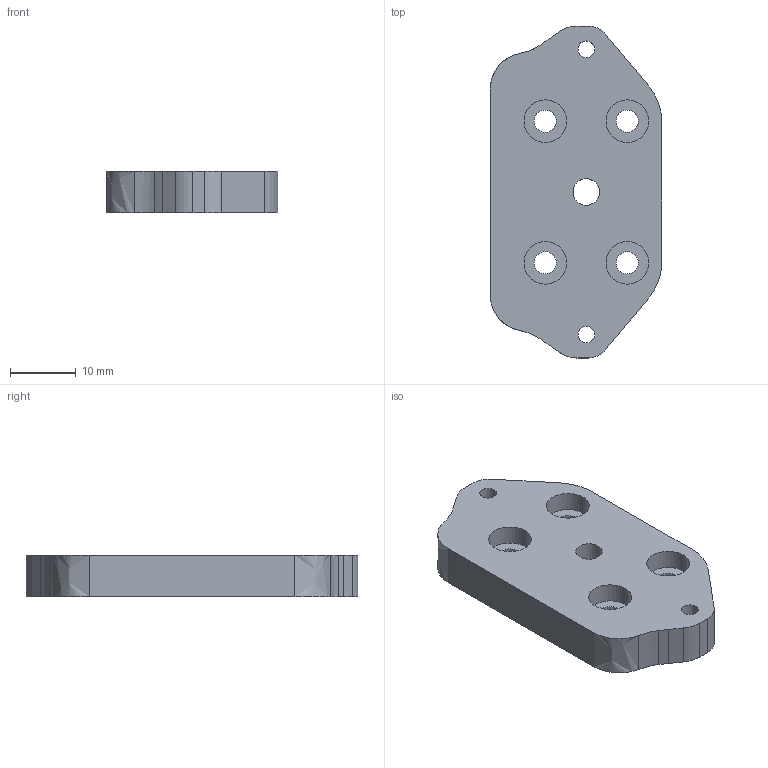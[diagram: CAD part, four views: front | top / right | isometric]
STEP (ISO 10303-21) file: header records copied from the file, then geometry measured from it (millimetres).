
FILE_DESCRIPTION(/* description */ (''),/* implementation_level */ '2;1');
FILE_NAME(/* name */ 'P000036 Sherpa Mount Calamity.step',/* time_stamp */ '2024-03-21T10:56:45-05:00',/* author */ (''),/* organization */ (''),/* preprocessor_version */ 'ST-DEVELOPER v20',/* originating_system */ 'Autodesk Translation Framework v12.20.1.177',/* authorisation */ '');
FILE_SCHEMA (('AUTOMOTIVE_DESIGN { 1 0 10303 214 3 1 1 }'));
Length unit declared in the file: millimetre
Products named in the file (1): P000036
Bounding box: 26.15 x 50.6 x 6.35 mm (x, y, z)
Volume: 6440.2 mm3; surface area: 3578.3 mm2
Topology: 1 solids, 1 shells, 41 faces, 104 edges, 69 vertices
Faces by surface type: plane 18, cylinder 18, bspline 4, cone 1
Full cylindrical faces by diameter (mm): 2.529 x3, 3.4 x4, 4.05 x1, 6.5 x4
Entity records: 1619 total; most frequent: CARTESIAN_POINT 578, ORIENTED_EDGE 206, DIRECTION 203, EDGE_CURVE 103, AXIS2_PLACEMENT_3D 74, VERTEX_POINT 69, EDGE_LOOP 60, LINE 55
